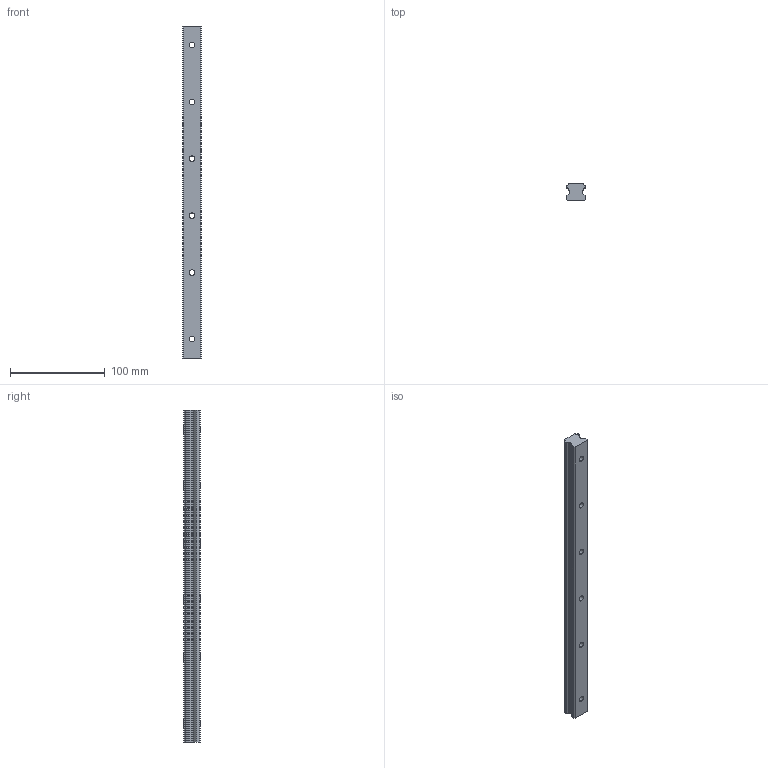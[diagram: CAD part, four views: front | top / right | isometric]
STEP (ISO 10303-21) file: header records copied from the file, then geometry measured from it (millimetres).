
FILE_DESCRIPTION (( 'STEP AP214' ), '1' );
FILE_NAME ('HGR20R LINEAR GUIDE RAIL, CONFIGURABLE, 350 mm.STEP', '2019-03-07T08:56:15', ( '' ), ( '' ), 'SwSTEP 2.0', 'SolidWorks 2018', '' );
FILE_SCHEMA (( 'AUTOMOTIVE_DESIGN' ));
Length unit declared in the file: millimetre
Products named in the file (2): HGR20R LINEAR GUIDE RAIL, CONFIGURABLE, 350 mm
Bounding box: 20 x 17.5 x 350 mm (x, y, z)
Volume: 99581.7 mm3; surface area: 29593.6 mm2
Topology: 1 solids, 1 shells, 74 faces, 198 edges, 132 vertices
Faces by surface type: cylinder 46, plane 28
Entity records: 2427 total; most frequent: DIRECTION 442, CARTESIAN_POINT 406, ORIENTED_EDGE 396, EDGE_CURVE 198, AXIS2_PLACEMENT_3D 168, VERTEX_POINT 132, VECTOR 106, LINE 106
